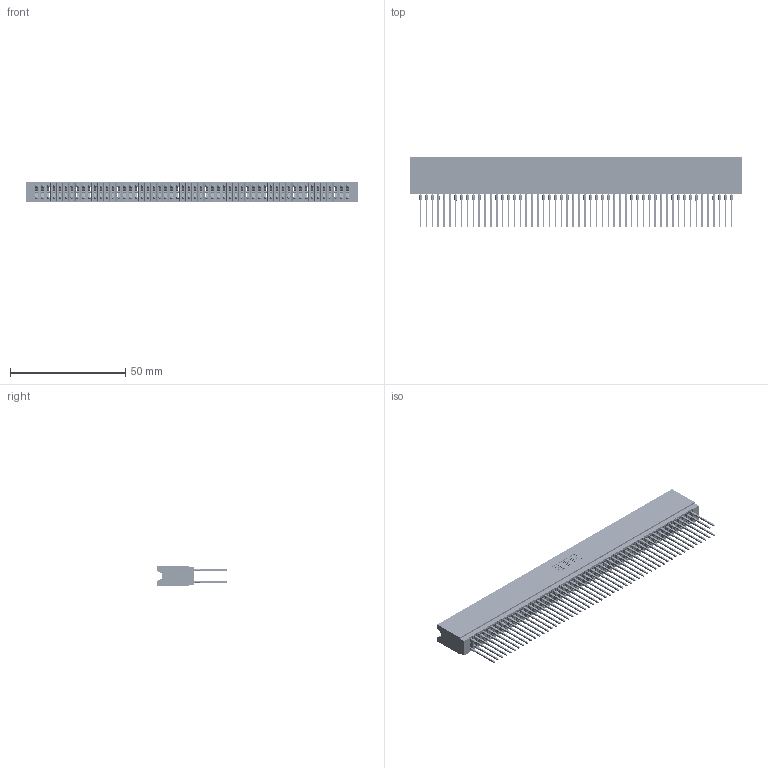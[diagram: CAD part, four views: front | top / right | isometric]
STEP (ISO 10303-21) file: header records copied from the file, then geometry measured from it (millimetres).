
FILE_DESCRIPTION (( 'STEP AP203' ), '1' );
FILE_NAME ('745-108-540-206.STEP', '2026-02-27T00:08:57', ( '' ), ( '' ), 'SwSTEP 2.0', 'SolidWorks 2023', '' );
FILE_SCHEMA (( 'CONFIG_CONTROL_DESIGN' ));
Length unit declared in the file: millimetre
Products named in the file (3): 745-292-001_540; 745-108-540-206; 745 Part_Insulator Option - 06
Assembly tree (109 placements, depth 2):
  745-108-540-206
    745 Part_Insulator Option - 06
    745-292-001_540  x108
Bounding box: 143.76 x 30.62 x 8.89 mm (x, y, z)
Volume: 13170.9 mm3; surface area: 28327.6 mm2
Topology: 109 solids, 109 shells, 9762 faces, 26234 edges, 16480 vertices
Faces by surface type: plane 5024, bspline 2160, cylinder 1930, torus 648
Entity records: 89292 total; most frequent: CARTESIAN_POINT 15986, ORIENTED_EDGE 15446, DIRECTION 13483, EDGE_CURVE 7723, VECTOR 7217, LINE 7217, VERTEX_POINT 4924, AXIS2_PLACEMENT_3D 3133
